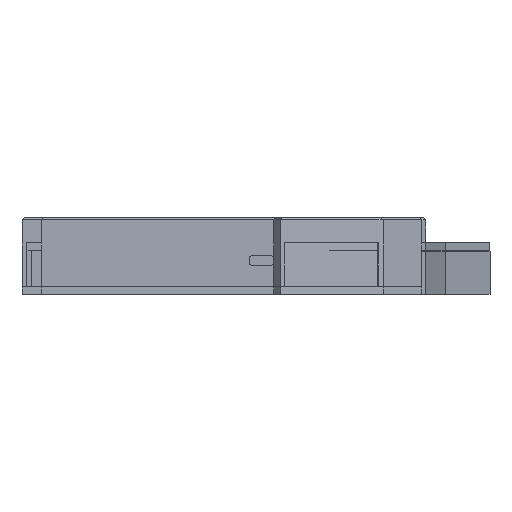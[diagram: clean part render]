
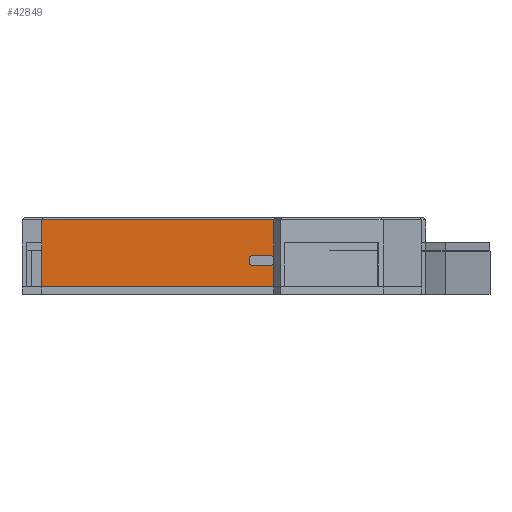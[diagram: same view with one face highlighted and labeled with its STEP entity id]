
A CAD part, left-side view. The second image highlights one B-rep face of the part: STEP entity #42849.
In plain terms, the highlighted planar face has unit normal (-1, 0, 0).
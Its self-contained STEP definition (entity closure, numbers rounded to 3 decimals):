
#136=FACE_BOUND('',#5333,.T.);
#1057=PLANE('',#45617);
#3047=FACE_OUTER_BOUND('',#5332,.T.);
#5332=EDGE_LOOP('',(#34804,#34805,#34806,#34807));
#5333=EDGE_LOOP('',(#34808,#34809,#34810,#34811,#34812,#34813,#34814,#34815));
#8861=LINE('',#64520,#14223);
#8865=LINE('',#64532,#14227);
#8882=LINE('',#64568,#14244);
#9052=LINE('',#64912,#14414);
#9171=LINE('',#65187,#14533);
#9176=LINE('',#65201,#14538);
#9180=LINE('',#65212,#14542);
#9181=LINE('',#65213,#14543);
#14223=VECTOR('',#52365,10.);
#14227=VECTOR('',#52377,10.);
#14244=VECTOR('',#52406,10.);
#14414=VECTOR('',#52706,10.);
#14533=VECTOR('',#52945,10.);
#14538=VECTOR('',#52958,10.);
#14542=VECTOR('',#52974,10.);
#14543=VECTOR('',#52975,10.);
#17730=CIRCLE('',#45471,1.);
#17732=CIRCLE('',#45475,1.);
#17753=CIRCLE('',#45610,1.);
#17755=CIRCLE('',#45614,1.);
#20053=VERTEX_POINT('',#64510);
#20054=VERTEX_POINT('',#64512);
#20056=VERTEX_POINT('',#64518);
#20058=VERTEX_POINT('',#64524);
#20060=VERTEX_POINT('',#64530);
#20071=VERTEX_POINT('',#64561);
#20073=VERTEX_POINT('',#64567);
#20182=VERTEX_POINT('',#64910);
#20278=VERTEX_POINT('',#65186);
#20281=VERTEX_POINT('',#65194);
#20283=VERTEX_POINT('',#65200);
#20284=VERTEX_POINT('',#65211);
#25131=EDGE_CURVE('',#20053,#20054,#17730,.T.);
#25135=EDGE_CURVE('',#20053,#20056,#8861,.T.);
#25138=EDGE_CURVE('',#20058,#20056,#17732,.T.);
#25141=EDGE_CURVE('',#20058,#20060,#8865,.T.);
#25158=EDGE_CURVE('',#20071,#20073,#8882,.T.);
#25330=EDGE_CURVE('',#20071,#20182,#9052,.T.);
#25466=EDGE_CURVE('',#20278,#20054,#9171,.T.);
#25470=EDGE_CURVE('',#20281,#20278,#17753,.T.);
#25473=EDGE_CURVE('',#20283,#20281,#9176,.T.);
#25476=EDGE_CURVE('',#20060,#20283,#17755,.T.);
#25479=EDGE_CURVE('',#20284,#20182,#9180,.T.);
#25480=EDGE_CURVE('',#20073,#20284,#9181,.T.);
#34804=ORIENTED_EDGE('',*,*,#25158,.F.);
#34805=ORIENTED_EDGE('',*,*,#25330,.T.);
#34806=ORIENTED_EDGE('',*,*,#25479,.F.);
#34807=ORIENTED_EDGE('',*,*,#25480,.F.);
#34808=ORIENTED_EDGE('',*,*,#25473,.T.);
#34809=ORIENTED_EDGE('',*,*,#25470,.T.);
#34810=ORIENTED_EDGE('',*,*,#25466,.T.);
#34811=ORIENTED_EDGE('',*,*,#25131,.F.);
#34812=ORIENTED_EDGE('',*,*,#25135,.T.);
#34813=ORIENTED_EDGE('',*,*,#25138,.F.);
#34814=ORIENTED_EDGE('',*,*,#25141,.T.);
#34815=ORIENTED_EDGE('',*,*,#25476,.T.);
#42849=ADVANCED_FACE('',(#3047,#136),#1057,.T.);
#45471=AXIS2_PLACEMENT_3D('',#64513,#52358,#52359);
#45475=AXIS2_PLACEMENT_3D('',#64526,#52371,#52372);
#45610=AXIS2_PLACEMENT_3D('',#65195,#52952,#52953);
#45614=AXIS2_PLACEMENT_3D('',#65205,#52964,#52965);
#45617=AXIS2_PLACEMENT_3D('',#65210,#52972,#52973);
#52358=DIRECTION('center_axis',(-1.,0.,
0.));
#52359=DIRECTION('ref_axis',(0.,-0.707,-0.707));
#52365=DIRECTION('',(0.,1.,0.));
#52371=DIRECTION('center_axis',(-1.,0.,
0.));
#52372=DIRECTION('ref_axis',(0.,0.707,-0.707));
#52377=DIRECTION('',(0.,0.,1.));
#52406=DIRECTION('',(0.,-1.,0.));
#52706=DIRECTION('',(0.,0.,-1.));
#52945=DIRECTION('',(0.,0.,-1.));
#52952=DIRECTION('center_axis',(1.,0.,
0.));
#52953=DIRECTION('ref_axis',(0.,-1.,0.));
#52958=DIRECTION('',(0.,-1.,0.));
#52964=DIRECTION('center_axis',(1.,0.,
0.));
#52965=DIRECTION('ref_axis',(0.,1.,0.));
#52972=DIRECTION('center_axis',(-1.,0.,
0.));
#52973=DIRECTION('ref_axis',(0.,1.,0.));
#52974=DIRECTION('',(0.,1.,0.));
#52975=DIRECTION('',(0.,0.,-1.));
#64510=CARTESIAN_POINT('',(-59.309,-11.093,4.95));
#64512=CARTESIAN_POINT('',(-59.309,-12.093,5.95));
#64513=CARTESIAN_POINT('Origin',(-59.309,-11.093,5.95));
#64518=CARTESIAN_POINT('',(-59.309,-7.093,4.95));
#64520=CARTESIAN_POINT('',(-59.309,-9.099,4.95));
#64524=CARTESIAN_POINT('',(-59.309,-6.093,5.95));
#64526=CARTESIAN_POINT('Origin',(-59.309,-7.093,5.95));
#64530=CARTESIAN_POINT('',(-59.309,-6.093,6.55));
#64532=CARTESIAN_POINT('',(-59.309,-6.093,11.575));
#64561=CARTESIAN_POINT('',(-59.309,43.958,16.1));
#64567=CARTESIAN_POINT('',(-59.309,-12.105,16.1));
#64568=CARTESIAN_POINT('',(-59.309,12.644,16.1));
#64910=CARTESIAN_POINT('',(-59.309,43.958,0.));
#64912=CARTESIAN_POINT('',(-59.309,43.958,16.6));
#65186=CARTESIAN_POINT('',(-59.309,-12.093,6.55));
#65187=CARTESIAN_POINT('',(-59.309,-12.093,10.775));
#65194=CARTESIAN_POINT('',(-59.309,-11.093,7.55));
#65195=CARTESIAN_POINT('Origin',(-59.309,-11.093,6.55));
#65200=CARTESIAN_POINT('',(-59.309,-7.093,7.55));
#65201=CARTESIAN_POINT('',(-59.309,-11.599,7.55));
#65205=CARTESIAN_POINT('Origin',(-59.309,-7.093,6.55));
#65210=CARTESIAN_POINT('Origin',(-59.309,-12.105,16.6));
#65211=CARTESIAN_POINT('',(-59.309,-12.105,0.));
#65212=CARTESIAN_POINT('',(-59.309,-12.105,0.));
#65213=CARTESIAN_POINT('',(-59.309,-12.105,16.6));
